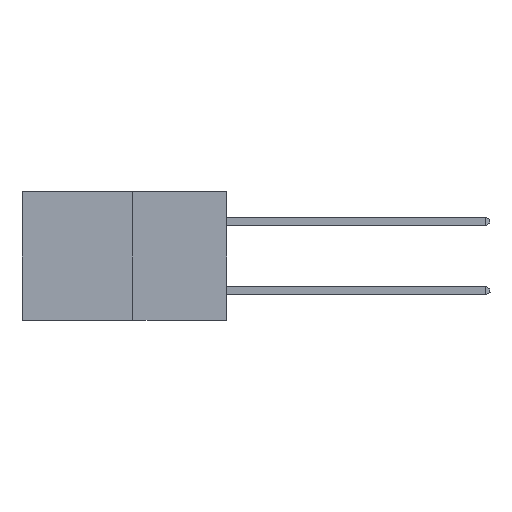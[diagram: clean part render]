
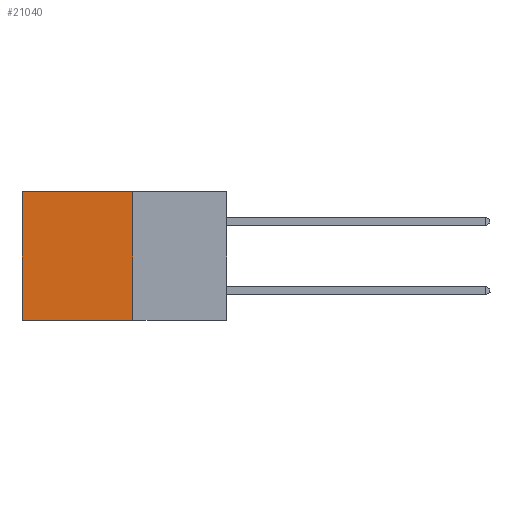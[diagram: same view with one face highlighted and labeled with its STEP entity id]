
A CAD part, left-side view. The second image highlights one B-rep face of the part: STEP entity #21040.
In plain terms, the highlighted planar face has unit normal (-1, 0, 0).
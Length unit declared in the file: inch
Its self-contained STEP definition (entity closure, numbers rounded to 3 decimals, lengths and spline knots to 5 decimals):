
#1820 = CARTESIAN_POINT ( 'NONE',  ( 0.277, 0.27, -0.37 ) ) ;
#2380 = AXIS2_PLACEMENT_3D ( 'NONE', #20822, #22720, #11291 ) ;
#3350 = CARTESIAN_POINT ( 'NONE',  ( 0.277, 0.59, 0. ) ) ;
#3510 = LINE ( 'NONE', #1820, #7538 ) ;
#4465 = EDGE_CURVE ( 'NONE', #22093, #11446, #19167, .T. ) ;
#5275 = DIRECTION ( 'NONE',  ( 0., 1., 0. ) ) ;
#5833 = EDGE_CURVE ( 'NONE', #8403, #13934, #15560, .T. ) ;
#5953 = CARTESIAN_POINT ( 'NONE',  ( 0.277, 0.27, 0. ) ) ;
#6482 = EDGE_CURVE ( 'NONE', #13934, #11446, #20322, .T. ) ;
#6949 = ORIENTED_EDGE ( 'NONE', *, *, #19106, .F. ) ;
#7282 = ORIENTED_EDGE ( 'NONE', *, *, #5833, .T. ) ;
#7352 = PLANE ( 'NONE',  #2380 ) ;
#7538 = VECTOR ( 'NONE', #17398, 39.37008 ) ;
#8331 = CARTESIAN_POINT ( 'NONE',  ( 0.277, 0.27, 0. ) ) ;
#8403 = VERTEX_POINT ( 'NONE', #8331 ) ;
#9254 = DIRECTION ( 'NONE',  ( 0., 0., -1. ) ) ;
#9309 = CARTESIAN_POINT ( 'NONE',  ( 0.277, 0.59, -0.37 ) ) ;
#9833 = EDGE_LOOP ( 'NONE', ( #11748, #15806, #6949, #7282 ) ) ;
#10134 = CARTESIAN_POINT ( 'NONE',  ( 0.277, 0.27, -0.37 ) ) ;
#10158 = DIRECTION ( 'NONE',  ( 0., 1., 0. ) ) ;
#11291 = DIRECTION ( 'NONE',  ( 0., 0., -1. ) ) ;
#11446 = VERTEX_POINT ( 'NONE', #17023 ) ;
#11748 = ORIENTED_EDGE ( 'NONE', *, *, #6482, .T. ) ;
#13934 = VERTEX_POINT ( 'NONE', #3350 ) ;
#15560 = LINE ( 'NONE', #5953, #20047 ) ;
#15806 = ORIENTED_EDGE ( 'NONE', *, *, #4465, .F. ) ;
#15810 = VECTOR ( 'NONE', #9254, 39.37008 ) ;
#17023 = CARTESIAN_POINT ( 'NONE',  ( 0.277, 0.59, -0.37 ) ) ;
#17398 = DIRECTION ( 'NONE',  ( 0., 0., -1. ) ) ;
#19106 = EDGE_CURVE ( 'NONE', #8403, #22093, #3510, .T. ) ;
#19167 = LINE ( 'NONE', #10134, #23648 ) ;
#20047 = VECTOR ( 'NONE', #5275, 39.37008 ) ;
#20322 = LINE ( 'NONE', #9309, #15810 ) ;
#20407 = FACE_OUTER_BOUND ( 'NONE', #9833, .T. ) ;
#20740 = CARTESIAN_POINT ( 'NONE',  ( 0.277, 0.27, -0.37 ) ) ;
#20822 = CARTESIAN_POINT ( 'NONE',  ( 0.277, 0.27, -0.37 ) ) ;
#21040 = ADVANCED_FACE ( 'NONE', ( #20407 ), #7352, .F. ) ;
#22093 = VERTEX_POINT ( 'NONE', #20740 ) ;
#22720 = DIRECTION ( 'NONE',  ( 1., 0., 0. ) ) ;
#23648 = VECTOR ( 'NONE', #10158, 39.37008 ) ;
